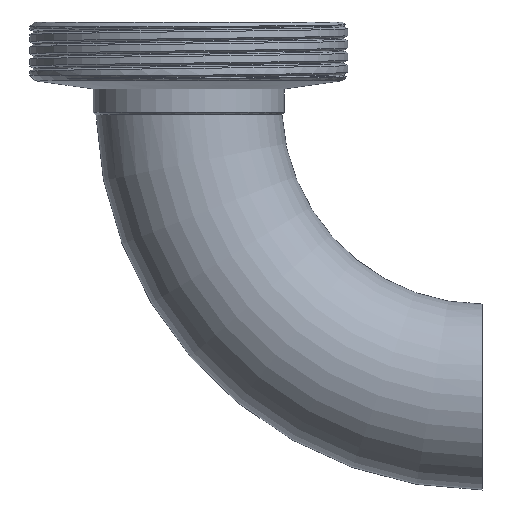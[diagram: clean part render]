
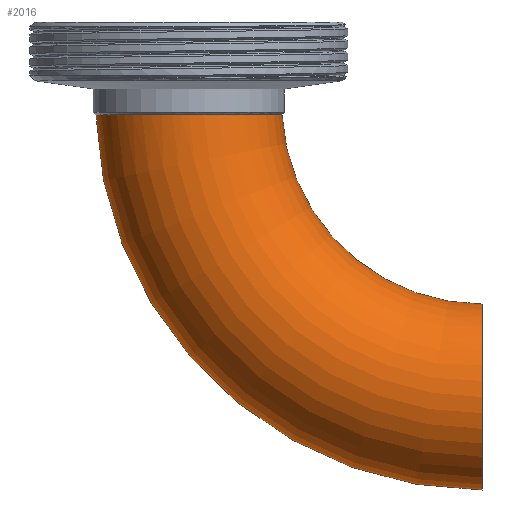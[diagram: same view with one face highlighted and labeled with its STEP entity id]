
A CAD part, front view. The second image highlights one B-rep face of the part: STEP entity #2016.
In plain terms, the highlighted toroidal (fillet/blend) face has major radius 60 mm and minor radius 19 mm.
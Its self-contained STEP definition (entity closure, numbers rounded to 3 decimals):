
#3 = CARTESIAN_POINT ( 'NONE',  ( -51.552, -17.056, -18.974 ) ) ;
#40 = CARTESIAN_POINT ( 'NONE',  ( -49.917, -16.149, -18.968 ) ) ;
#67 = TOROIDAL_SURFACE ( 'NONE', #2380, 60., 19. ) ;
#111 = EDGE_CURVE ( 'NONE', #1482, #823, #2206, .T. ) ;
#146 = CARTESIAN_POINT ( 'NONE',  ( 0., 0., -16.658 ) ) ;
#180 = CARTESIAN_POINT ( 'NONE',  ( -77.287, -7.83, -18.997 ) ) ;
#232 = CARTESIAN_POINT ( 'NONE',  ( 0., 0., -95.658 ) ) ;
#266 = DIRECTION ( 'NONE',  ( 0., 0., -1. ) ) ;
#326 = CARTESIAN_POINT ( 'NONE',  ( -77.76, -6.688, -18.997 ) ) ;
#347 = CARTESIAN_POINT ( 'NONE',  ( -78.965, 0., -18.997 ) ) ;
#356 = CARTESIAN_POINT ( 'NONE',  ( -63.081, -18.752, -18.997 ) ) ;
#375 = EDGE_CURVE ( 'NONE', #2065, #2374, #877, .T. ) ;
#411 = DIRECTION ( 'NONE',  ( -1., 0., 0. ) ) ;
#412 = CARTESIAN_POINT ( 'NONE',  ( -42.896, -8.421, -18.942 ) ) ;
#464 = AXIS2_PLACEMENT_3D ( 'NONE', #659, #411, #1195 ) ;
#499 = VERTEX_POINT ( 'NONE', #548 ) ;
#514 = CARTESIAN_POINT ( 'NONE',  ( -68.381, -17.043, -18.997 ) ) ;
#542 = CARTESIAN_POINT ( 'NONE',  ( -59.357, -19.001, -18.995 ) ) ;
#548 = CARTESIAN_POINT ( 'NONE',  ( -40.937, 0., -18.933 ) ) ;
#563 = CARTESIAN_POINT ( 'NONE',  ( -72.512, -14.321, -18.997 ) ) ;
#576 = CARTESIAN_POINT ( 'NONE',  ( -44.841, -11.598, -18.95 ) ) ;
#578 = CARTESIAN_POINT ( 'NONE',  ( -74.285, -12.548, -18.997 ) ) ;
#620 = DIRECTION ( 'NONE',  ( 0., -1., 0. ) ) ;
#625 = CARTESIAN_POINT ( 'NONE',  ( -40.937, -0.62, -18.933 ) ) ;
#632 = ORIENTED_EDGE ( 'NONE', *, *, #111, .F. ) ;
#643 = CIRCLE ( 'NONE', #1748, 79. ) ;
#659 = CARTESIAN_POINT ( 'NONE',  ( 0., 0., -76.658 ) ) ;
#703 = DIRECTION ( 'NONE',  ( 0., 0., -1. ) ) ;
#709 = CARTESIAN_POINT ( 'NONE',  ( -62.462, -18.844, -18.997 ) ) ;
#733 = CARTESIAN_POINT ( 'NONE',  ( 0., 0., -16.658 ) ) ;
#738 = CARTESIAN_POINT ( 'NONE',  ( -70.011, -16.136, -18.997 ) ) ;
#752 = CARTESIAN_POINT ( 'NONE',  ( -77.968, -6.104, -18.997 ) ) ;
#767 = CARTESIAN_POINT ( 'NONE',  ( -78.329, -4.914, -18.997 ) ) ;
#777 = CARTESIAN_POINT ( 'NONE',  ( -40.967, -1.243, -18.934 ) ) ;
#789 = CARTESIAN_POINT ( 'NONE',  ( -57.486, -18.85, -18.99 ) ) ;
#803 = CARTESIAN_POINT ( 'NONE',  ( -41.183, -3.111, -18.935 ) ) ;
#816 = CARTESIAN_POINT ( 'NONE',  ( -53.851, -18.038, -18.981 ) ) ;
#823 = VERTEX_POINT ( 'NONE', #2305 ) ;
#877 = CIRCLE ( 'NONE', #464, 19. ) ;
#927 = AXIS2_PLACEMENT_3D ( 'NONE', #733, #1124, #1916 ) ;
#934 = CARTESIAN_POINT ( 'NONE',  ( -75.076, -11.583, -18.997 ) ) ;
#951 = CARTESIAN_POINT ( 'NONE',  ( -61.217, -18.968, -18.997 ) ) ;
#975 = CARTESIAN_POINT ( 'NONE',  ( -78.965, -1.239, -18.997 ) ) ;
#987 = EDGE_CURVE ( 'NONE', #499, #2374, #2427, .T. ) ;
#1096 = DIRECTION ( 'NONE',  ( 0., -1., 0. ) ) ;
#1115 = CARTESIAN_POINT ( 'NONE',  ( -78.965, 0., -18.997 ) ) ;
#1124 = DIRECTION ( 'NONE',  ( 0., -1., 0. ) ) ;
#1160 = CARTESIAN_POINT ( 'NONE',  ( -66.088, -18.027, -18.997 ) ) ;
#1171 = CARTESIAN_POINT ( 'NONE',  ( -41.549, -4.939, -18.936 ) ) ;
#1184 = EDGE_CURVE ( 'NONE', #823, #499, #1452, .T. ) ;
#1195 = DIRECTION ( 'NONE',  ( 0., 0., 1. ) ) ;
#1196 = CARTESIAN_POINT ( 'NONE',  ( -56.866, -18.758, -18.989 ) ) ;
#1330 = CARTESIAN_POINT ( 'NONE',  ( -78.845, -2.47, -18.997 ) ) ;
#1343 = CARTESIAN_POINT ( 'NONE',  ( -59.977, -19., -18.997 ) ) ;
#1354 = CARTESIAN_POINT ( 'NONE',  ( -43.486, -9.522, -18.945 ) ) ;
#1356 = CARTESIAN_POINT ( 'NONE',  ( -71.553, -15.105, -18.997 ) ) ;
#1437 = EDGE_CURVE ( 'NONE', #1482, #2065, #643, .T. ) ;
#1452 = B_SPLINE_CURVE_WITH_KNOTS ( 'NONE', 3,
 ( #2294, #542, #2345, #789, #1196, #1803, #816, #1789, #3, #1559, #40, #1773, #1582, #1595, #576, #2162, #1354, #412, #2367, #2187, #1171, #803, #1947, #777, #625, #1980 ),
 .UNSPECIFIED., .F., .F.,
 ( 4, 2, 2, 2, 2, 2, 2, 2, 2, 2, 2, 2, 4 ),
 ( 0.022, 0.024, 0.026, 0.029, 0.031, 0.033, 0.037, 0.041, 0.042, 0.044, 0.048, 0.05, 0.052 ),
 .UNSPECIFIED. ) ;
#1482 = VERTEX_POINT ( 'NONE', #347 ) ;
#1489 = CARTESIAN_POINT ( 'NONE',  ( -76.44, -9.484, -18.997 ) ) ;
#1536 = CARTESIAN_POINT ( 'NONE',  ( -60.596, -18.999, -18.997 ) ) ;
#1559 = CARTESIAN_POINT ( 'NONE',  ( -50.45, -16.468, -18.97 ) ) ;
#1582 = CARTESIAN_POINT ( 'NONE',  ( -47.408, -14.333, -18.96 ) ) ;
#1595 = CARTESIAN_POINT ( 'NONE',  ( -45.629, -12.558, -18.953 ) ) ;
#1697 = CARTESIAN_POINT ( 'NONE',  ( -78.482, -4.304, -18.997 ) ) ;
#1748 = AXIS2_PLACEMENT_3D ( 'NONE', #146, #1096, #703 ) ;
#1753 = CARTESIAN_POINT ( 'NONE',  ( -76.119, -10.021, -18.997 ) ) ;
#1773 = CARTESIAN_POINT ( 'NONE',  ( -48.37, -15.118, -18.963 ) ) ;
#1789 = CARTESIAN_POINT ( 'NONE',  ( -52.122, -17.325, -18.975 ) ) ;
#1803 = CARTESIAN_POINT ( 'NONE',  ( -55.037, -18.396, -18.984 ) ) ;
#1824 = ORIENTED_EDGE ( 'NONE', *, *, #375, .T. ) ;
#1838 = CARTESIAN_POINT ( 'NONE',  ( 0., 0., -16.658 ) ) ;
#1850 = FACE_OUTER_BOUND ( 'NONE', #2446, .T. ) ;
#1907 = CARTESIAN_POINT ( 'NONE',  ( -77.023, -8.389, -18.997 ) ) ;
#1916 = DIRECTION ( 'NONE',  ( 0., 0., -1. ) ) ;
#1947 = CARTESIAN_POINT ( 'NONE',  ( -41.09, -2.49, -18.934 ) ) ;
#1949 = CARTESIAN_POINT ( 'NONE',  ( -64.905, -18.386, -18.997 ) ) ;
#1975 = ORIENTED_EDGE ( 'NONE', *, *, #987, .F. ) ;
#1980 = CARTESIAN_POINT ( 'NONE',  ( -40.937, 0., -18.933 ) ) ;
#2016 = ADVANCED_FACE ( 'NONE', ( #1850 ), #67, .T. ) ;
#2048 = ORIENTED_EDGE ( 'NONE', *, *, #1437, .T. ) ;
#2065 = VERTEX_POINT ( 'NONE', #232 ) ;
#2110 = CARTESIAN_POINT ( 'NONE',  ( -69.48, -16.455, -18.997 ) ) ;
#2130 = ORIENTED_EDGE ( 'NONE', *, *, #1184, .F. ) ;
#2137 = CARTESIAN_POINT ( 'NONE',  ( -67.812, -17.313, -18.997 ) ) ;
#2162 = CARTESIAN_POINT ( 'NONE',  ( -43.806, -10.054, -18.946 ) ) ;
#2187 = CARTESIAN_POINT ( 'NONE',  ( -41.909, -6.124, -18.938 ) ) ;
#2188 = CARTESIAN_POINT ( 'NONE',  ( 0., 0., -57.658 ) ) ;
#2206 = B_SPLINE_CURVE_WITH_KNOTS ( 'NONE', 3,
 ( #1115, #975, #1330, #1697, #767, #752, #326, #180, #1907, #1489, #1753, #934, #578, #563, #1356, #738, #2110, #514, #2137, #1160, #1949, #356, #709, #951, #1536, #1343 ),
 .UNSPECIFIED., .F., .F.,
 ( 4, 2, 2, 2, 2, 2, 2, 2, 2, 2, 2, 2, 4 ),
 ( 0.104, 0.108, 0.11, 0.111, 0.113, 0.115, 0.119, 0.123, 0.124, 0.126, 0.13, 0.132, 0.134 ),
 .UNSPECIFIED. ) ;
#2294 = CARTESIAN_POINT ( 'NONE',  ( -59.977, -19., -18.997 ) ) ;
#2305 = CARTESIAN_POINT ( 'NONE',  ( -59.977, -19., -18.997 ) ) ;
#2345 = CARTESIAN_POINT ( 'NONE',  ( -58.734, -18.971, -18.994 ) ) ;
#2367 = CARTESIAN_POINT ( 'NONE',  ( -42.626, -7.851, -18.941 ) ) ;
#2374 = VERTEX_POINT ( 'NONE', #2188 ) ;
#2380 = AXIS2_PLACEMENT_3D ( 'NONE', #1838, #620, #266 ) ;
#2427 = CIRCLE ( 'NONE', #927, 41. ) ;
#2446 = EDGE_LOOP ( 'NONE', ( #632, #2048, #1824, #1975, #2130 ) ) ;
